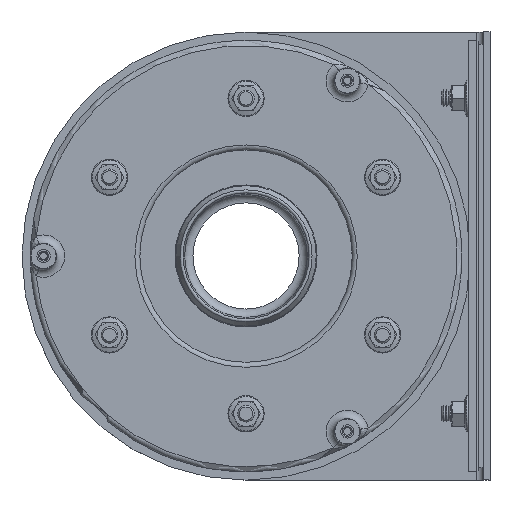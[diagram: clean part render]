
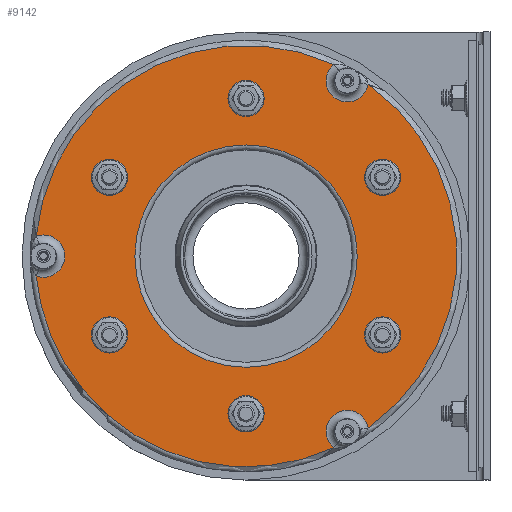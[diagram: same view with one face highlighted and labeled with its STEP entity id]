
A CAD part, top view. The second image highlights one B-rep face of the part: STEP entity #9142.
In plain terms, the highlighted planar face has unit normal (0, 0, 1).
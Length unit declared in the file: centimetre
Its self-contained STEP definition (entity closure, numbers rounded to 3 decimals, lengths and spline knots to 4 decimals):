
#276=FACE_BOUND('',#1754,.T.);
#277=FACE_BOUND('',#1755,.T.);
#278=FACE_BOUND('',#1756,.T.);
#279=FACE_BOUND('',#1757,.T.);
#280=FACE_BOUND('',#1758,.T.);
#281=FACE_BOUND('',#1759,.T.);
#282=FACE_BOUND('',#1760,.T.);
#491=PLANE('',#10273);
#1075=FACE_OUTER_BOUND('',#1753,.T.);
#1753=EDGE_LOOP('',(#7666,#7667,#7668,#7669,#7670,#7671,#7672));
#1754=EDGE_LOOP('',(#7673));
#1755=EDGE_LOOP('',(#7674));
#1756=EDGE_LOOP('',(#7675));
#1757=EDGE_LOOP('',(#7676));
#1758=EDGE_LOOP('',(#7677));
#1759=EDGE_LOOP('',(#7678));
#1760=EDGE_LOOP('',(#7679));
#3400=CIRCLE('',#10223,8.5);
#3406=CIRCLE('',#10232,8.5);
#3412=CIRCLE('',#10241,8.5);
#3418=CIRCLE('',#10250,8.5);
#3424=CIRCLE('',#10259,8.5);
#3430=CIRCLE('',#10268,8.5);
#3433=CIRCLE('',#10274,12.7676);
#3434=CIRCLE('',#10275,127.);
#3435=CIRCLE('',#10276,127.);
#3436=CIRCLE('',#10277,12.7676);
#3437=CIRCLE('',#10278,127.);
#3438=CIRCLE('',#10279,12.7676);
#3439=CIRCLE('',#10280,127.);
#3440=CIRCLE('',#10281,67.);
#4165=VERTEX_POINT('',#16529);
#4170=VERTEX_POINT('',#16545);
#4175=VERTEX_POINT('',#16561);
#4180=VERTEX_POINT('',#16577);
#4185=VERTEX_POINT('',#16593);
#4190=VERTEX_POINT('',#16609);
#4193=VERTEX_POINT('',#16621);
#4194=VERTEX_POINT('',#16622);
#4195=VERTEX_POINT('',#16624);
#4196=VERTEX_POINT('',#16626);
#4197=VERTEX_POINT('',#16628);
#4198=VERTEX_POINT('',#16630);
#4199=VERTEX_POINT('',#16632);
#4200=VERTEX_POINT('',#16635);
#5325=EDGE_CURVE('',#4165,#4165,#3400,.T.);
#5333=EDGE_CURVE('',#4170,#4170,#3406,.T.);
#5341=EDGE_CURVE('',#4175,#4175,#3412,.T.);
#5349=EDGE_CURVE('',#4180,#4180,#3418,.T.);
#5357=EDGE_CURVE('',#4185,#4185,#3424,.T.);
#5365=EDGE_CURVE('',#4190,#4190,#3430,.T.);
#5370=EDGE_CURVE('',#4193,#4194,#3433,.T.);
#5371=EDGE_CURVE('',#4195,#4193,#3434,.T.);
#5372=EDGE_CURVE('',#4196,#4195,#3435,.T.);
#5373=EDGE_CURVE('',#4197,#4196,#3436,.T.);
#5374=EDGE_CURVE('',#4198,#4197,#3437,.T.);
#5375=EDGE_CURVE('',#4199,#4198,#3438,.T.);
#5376=EDGE_CURVE('',#4194,#4199,#3439,.T.);
#5377=EDGE_CURVE('',#4200,#4200,#3440,.T.);
#7666=ORIENTED_EDGE('',*,*,#5370,.F.);
#7667=ORIENTED_EDGE('',*,*,#5371,.F.);
#7668=ORIENTED_EDGE('',*,*,#5372,.F.);
#7669=ORIENTED_EDGE('',*,*,#5373,.F.);
#7670=ORIENTED_EDGE('',*,*,#5374,.F.);
#7671=ORIENTED_EDGE('',*,*,#5375,.F.);
#7672=ORIENTED_EDGE('',*,*,#5376,.F.);
#7673=ORIENTED_EDGE('',*,*,#5325,.F.);
#7674=ORIENTED_EDGE('',*,*,#5333,.F.);
#7675=ORIENTED_EDGE('',*,*,#5341,.F.);
#7676=ORIENTED_EDGE('',*,*,#5349,.F.);
#7677=ORIENTED_EDGE('',*,*,#5357,.F.);
#7678=ORIENTED_EDGE('',*,*,#5365,.F.);
#7679=ORIENTED_EDGE('',*,*,#5377,.T.);
#9142=ADVANCED_FACE('',(#1075,#276,#277,#278,#279,#280,#281,#282),#491,
 .T.);
#10223=AXIS2_PLACEMENT_3D('',#16531,#12747,#12748);
#10232=AXIS2_PLACEMENT_3D('',#16547,#12767,#12768);
#10241=AXIS2_PLACEMENT_3D('',#16563,#12787,#12788);
#10250=AXIS2_PLACEMENT_3D('',#16579,#12807,#12808);
#10259=AXIS2_PLACEMENT_3D('',#16595,#12827,#12828);
#10268=AXIS2_PLACEMENT_3D('',#16611,#12847,#12848);
#10273=AXIS2_PLACEMENT_3D('',#16620,#12859,#12860);
#10274=AXIS2_PLACEMENT_3D('',#16623,#12861,#12862);
#10275=AXIS2_PLACEMENT_3D('',#16625,#12863,#12864);
#10276=AXIS2_PLACEMENT_3D('',#16627,#12865,#12866);
#10277=AXIS2_PLACEMENT_3D('',#16629,#12867,#12868);
#10278=AXIS2_PLACEMENT_3D('',#16631,#12869,#12870);
#10279=AXIS2_PLACEMENT_3D('',#16633,#12871,#12872);
#10280=AXIS2_PLACEMENT_3D('',#16634,#12873,#12874);
#10281=AXIS2_PLACEMENT_3D('',#16636,#12875,#12876);
#12747=DIRECTION('center_axis',(0.,0.,
1.));
#12748=DIRECTION('ref_axis',(0.866,0.5,0.));
#12767=DIRECTION('center_axis',(0.,0.,
1.));
#12768=DIRECTION('ref_axis',(0.866,0.5,0.));
#12787=DIRECTION('center_axis',(0.,0.,
1.));
#12788=DIRECTION('ref_axis',(0.866,0.5,0.));
#12807=DIRECTION('center_axis',(0.,0.,
1.));
#12808=DIRECTION('ref_axis',(0.866,0.5,0.));
#12827=DIRECTION('center_axis',(0.,0.,
1.));
#12828=DIRECTION('ref_axis',(0.866,0.5,0.));
#12847=DIRECTION('center_axis',(0.,0.,
1.));
#12848=DIRECTION('ref_axis',(0.866,0.5,0.));
#12859=DIRECTION('center_axis',(0.,0.,
1.));
#12860=DIRECTION('ref_axis',(-0.866,-0.5,0.));
#12861=DIRECTION('center_axis',(0.,0.,
1.));
#12862=DIRECTION('ref_axis',(1.,0.,0.));
#12863=DIRECTION('center_axis',(0.,0.,
-1.));
#12864=DIRECTION('ref_axis',(0.5,-0.866,0.));
#12865=DIRECTION('center_axis',(0.,0.,
-1.));
#12866=DIRECTION('ref_axis',(0.5,-0.866,0.));
#12867=DIRECTION('center_axis',(0.,0.,
1.));
#12868=DIRECTION('ref_axis',(-0.5,0.866,0.));
#12869=DIRECTION('center_axis',(0.,0.,
-1.));
#12870=DIRECTION('ref_axis',(0.5,-0.866,0.));
#12871=DIRECTION('center_axis',(0.,0.,
1.));
#12872=DIRECTION('ref_axis',(-0.5,-0.866,0.));
#12873=DIRECTION('center_axis',(0.,0.,
-1.));
#12874=DIRECTION('ref_axis',(0.5,-0.866,0.));
#12875=DIRECTION('center_axis',(0.,0.,
-1.));
#12876=DIRECTION('ref_axis',(0.5,-0.866,0.));
#16529=CARTESIAN_POINT('',(345.1413,204.8439,93.5005));
#16531=CARTESIAN_POINT('Origin',(349.3913,212.2051,93.5005));
#16545=CARTESIAN_POINT('',(509.6861,219.5663,93.5005));
#16547=CARTESIAN_POINT('Origin',(513.9361,212.2051,93.5005));
#16561=CARTESIAN_POINT('',(440.1637,69.7051,93.5005));
#16563=CARTESIAN_POINT('Origin',(431.6637,69.7051,93.5005));
#16577=CARTESIAN_POINT('',(518.1861,124.5663,93.5005));
#16579=CARTESIAN_POINT('Origin',(513.9361,117.2051,93.5005));
#16593=CARTESIAN_POINT('',(423.1637,259.7051,93.5005));
#16595=CARTESIAN_POINT('Origin',(431.6637,259.7051,93.5005));
#16609=CARTESIAN_POINT('',(353.6413,109.8439,93.5005));
#16611=CARTESIAN_POINT('Origin',(349.3913,117.2051,93.5005));
#16620=CARTESIAN_POINT('Origin',(368.1637,274.6904,93.5005));
#16621=CARTESIAN_POINT('',(305.2293,152.7324,93.5005));
#16622=CARTESIAN_POINT('',(305.2293,176.6779,93.5005));
#16623=CARTESIAN_POINT('Origin',(309.6637,164.7051,93.5005));
#16624=CARTESIAN_POINT('',(321.6785,101.2051,93.5005));
#16625=CARTESIAN_POINT('Origin',(431.6637,164.7051,93.5005));
#16626=CARTESIAN_POINT('',(484.5122,49.2234,93.5005));
#16627=CARTESIAN_POINT('Origin',(431.6637,164.7051,93.5005));
#16628=CARTESIAN_POINT('',(505.2496,61.1961,93.5005));
#16629=CARTESIAN_POINT('Origin',(492.6637,59.05,93.5005));
#16630=CARTESIAN_POINT('',(505.2496,268.2141,93.5005));
#16631=CARTESIAN_POINT('Origin',(431.6637,164.7051,93.5005));
#16632=CARTESIAN_POINT('',(484.5122,280.1869,93.5005));
#16633=CARTESIAN_POINT('Origin',(492.6637,270.3602,93.5005));
#16634=CARTESIAN_POINT('Origin',(431.6637,164.7051,93.5005));
#16635=CARTESIAN_POINT('',(373.64,131.2051,93.5005));
#16636=CARTESIAN_POINT('Origin',(431.6637,164.7051,93.5005));
